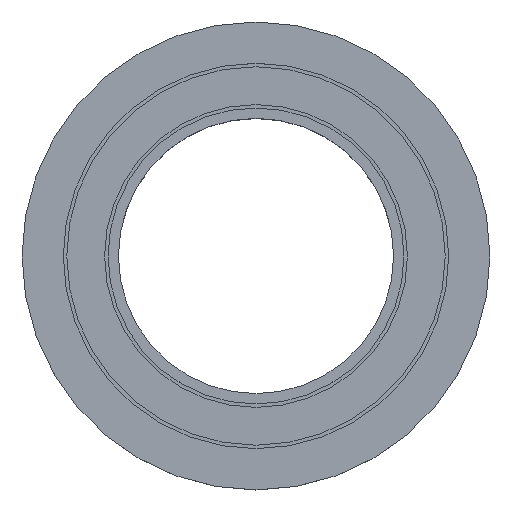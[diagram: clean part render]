
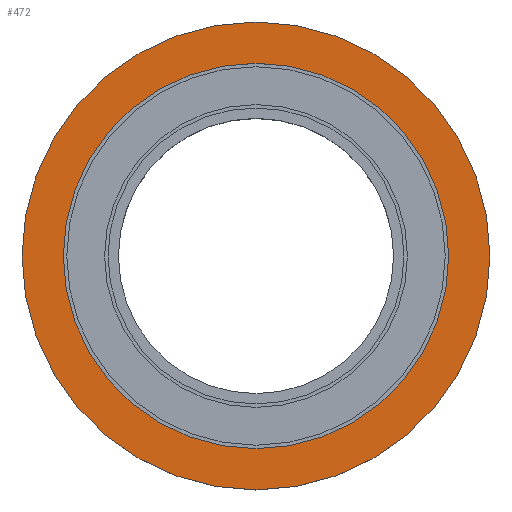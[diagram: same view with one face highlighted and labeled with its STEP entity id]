
A CAD part, top view. The second image highlights one B-rep face of the part: STEP entity #472.
In plain terms, the highlighted planar face has unit normal (0, 0, 1).
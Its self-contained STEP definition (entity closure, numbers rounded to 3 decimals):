
#3 = AXIS2_PLACEMENT_3D ( 'NONE', #106, #390, #112 ) ;
#16 = EDGE_CURVE ( 'NONE', #598, #319, #107, .T. ) ;
#33 = AXIS2_PLACEMENT_3D ( 'NONE', #651, #223, #721 ) ;
#59 = ORIENTED_EDGE ( 'NONE', *, *, #902, .F. ) ;
#62 = FACE_OUTER_BOUND ( 'NONE', #280, .T. ) ;
#98 = DIRECTION ( 'NONE',  ( 1., 0., 0. ) ) ;
#106 = CARTESIAN_POINT ( 'NONE',  ( 0., 0., 1.75 ) ) ;
#107 = CIRCLE ( 'NONE', #230, 6.8 ) ;
#112 = DIRECTION ( 'NONE',  ( 1., 0., 0. ) ) ;
#164 = ORIENTED_EDGE ( 'NONE', *, *, #16, .T. ) ;
#168 = AXIS2_PLACEMENT_3D ( 'NONE', #199, #336, #700 ) ;
#199 = CARTESIAN_POINT ( 'NONE',  ( 0., 0., 1.75 ) ) ;
#223 = DIRECTION ( 'NONE',  ( 0., 0., 1. ) ) ;
#230 = AXIS2_PLACEMENT_3D ( 'NONE', #241, #463, #98 ) ;
#241 = CARTESIAN_POINT ( 'NONE',  ( 0., 0., 1.75 ) ) ;
#280 = EDGE_LOOP ( 'NONE', ( #900, #164 ) ) ;
#319 = VERTEX_POINT ( 'NONE', #907 ) ;
#336 = DIRECTION ( 'NONE',  ( 0., 0., 1. ) ) ;
#356 = EDGE_CURVE ( 'NONE', #575, #469, #850, .T. ) ;
#357 = CARTESIAN_POINT ( 'NONE',  ( 5.6, 0., 1.75 ) ) ;
#390 = DIRECTION ( 'NONE',  ( 0., 0., 1. ) ) ;
#411 = PLANE ( 'NONE',  #168 ) ;
#420 = EDGE_CURVE ( 'NONE', #319, #598, #802, .T. ) ;
#422 = CARTESIAN_POINT ( 'NONE',  ( 0., 0., 1.75 ) ) ;
#463 = DIRECTION ( 'NONE',  ( 0., 0., 1. ) ) ;
#469 = VERTEX_POINT ( 'NONE', #357 ) ;
#472 = ADVANCED_FACE ( 'NONE', ( #705, #62 ), #411, .T. ) ;
#529 = ORIENTED_EDGE ( 'NONE', *, *, #356, .F. ) ;
#573 = AXIS2_PLACEMENT_3D ( 'NONE', #422, #927, #710 ) ;
#575 = VERTEX_POINT ( 'NONE', #798 ) ;
#598 = VERTEX_POINT ( 'NONE', #876 ) ;
#606 = CIRCLE ( 'NONE', #33, 5.6 ) ;
#651 = CARTESIAN_POINT ( 'NONE',  ( 0., 0., 1.75 ) ) ;
#700 = DIRECTION ( 'NONE',  ( 1., 0., 0. ) ) ;
#705 = FACE_BOUND ( 'NONE', #773, .T. ) ;
#710 = DIRECTION ( 'NONE',  ( 1., 0., 0. ) ) ;
#721 = DIRECTION ( 'NONE',  ( 1., 0., 0. ) ) ;
#773 = EDGE_LOOP ( 'NONE', ( #59, #529 ) ) ;
#798 = CARTESIAN_POINT ( 'NONE',  ( -5.6, 0., 1.75 ) ) ;
#802 = CIRCLE ( 'NONE', #573, 6.8 ) ;
#850 = CIRCLE ( 'NONE', #3, 5.6 ) ;
#876 = CARTESIAN_POINT ( 'NONE',  ( -6.8, 0., 1.75 ) ) ;
#900 = ORIENTED_EDGE ( 'NONE', *, *, #420, .T. ) ;
#902 = EDGE_CURVE ( 'NONE', #469, #575, #606, .T. ) ;
#907 = CARTESIAN_POINT ( 'NONE',  ( 6.8, 0., 1.75 ) ) ;
#927 = DIRECTION ( 'NONE',  ( 0., 0., 1. ) ) ;
